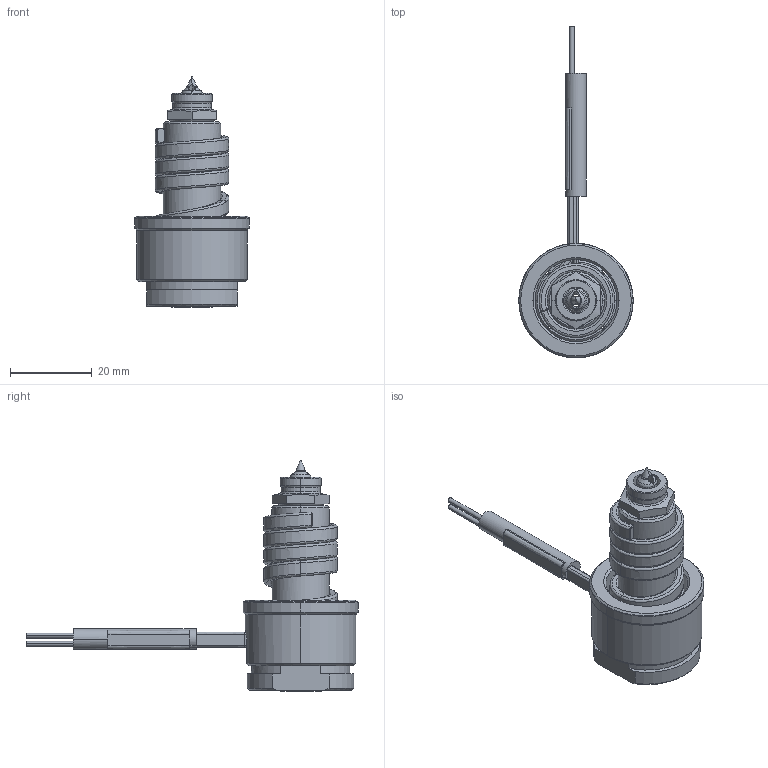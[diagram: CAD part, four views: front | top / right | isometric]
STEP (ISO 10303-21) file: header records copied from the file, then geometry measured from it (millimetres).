
FILE_DESCRIPTION((''),'2;1');
FILE_NAME('ML-56-BKS-N','2014-02-12T',('Íàòàëüÿ'),('IMID'),'PRO/ENGINEER BY PARAMETRIC TECHNOLOGY CORPORATION, 2010480','PRO/ENGINEER BY PARAMETRIC TECHNOLOGY CORPORATION, 2010480','');
FILE_SCHEMA(('CONFIG_CONTROL_DESIGN'));
Length unit declared in the file: millimetre
Products named in the file (1): ML-56-BKS-N
Bounding box: 28 x 81 x 56.2 mm (x, y, z)
Volume: 15828.6 mm3; surface area: 11475.8 mm2
Topology: 1 solids, 9 shells, 325 faces, 840 edges, 499 vertices
Faces by surface type: cylinder 102, cone 62, plane 58, bspline 51, torus 34, revolution 9, extrusion 7, sphere 2
Entity records: 15288 total; most frequent: CARTESIAN_POINT 7645, ORIENTED_EDGE 1648, DIRECTION 1512, EDGE_CURVE 836, AXIS2_PLACEMENT_3D 614, VERTEX_POINT 499, CIRCLE 355, EDGE_LOOP 351
